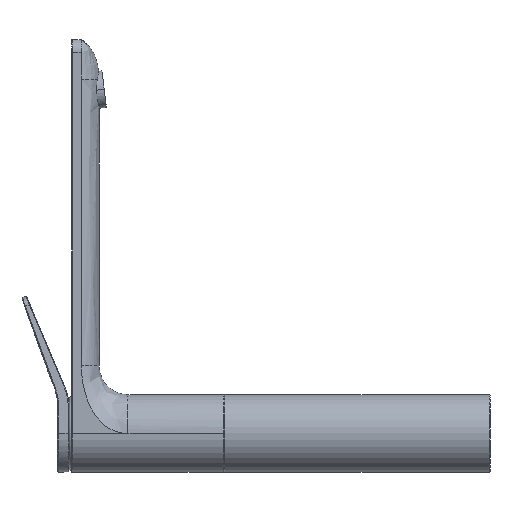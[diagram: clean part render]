
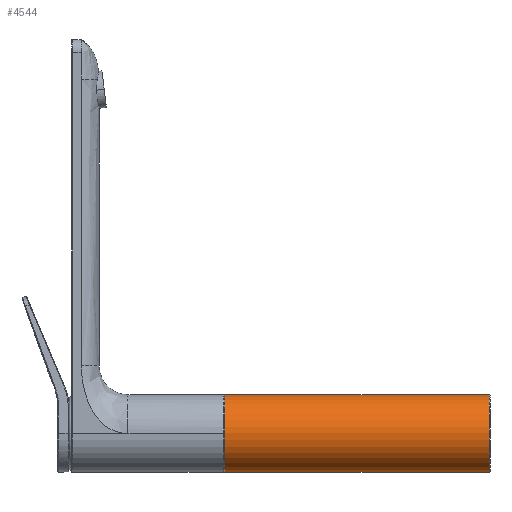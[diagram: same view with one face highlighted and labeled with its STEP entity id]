
A CAD part, left-side view. The second image highlights one B-rep face of the part: STEP entity #4544.
In plain terms, the highlighted cylindrical face has radius 24.25 mm (diameter 48.5 mm), a partial arc.
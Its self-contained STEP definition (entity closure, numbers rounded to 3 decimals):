
#6 = LINE ( 'NONE', #8552, #7133 ) ;
#230 = CARTESIAN_POINT ( 'NONE',  ( 165.5, 0., -24.25 ) ) ;
#521 = ORIENTED_EDGE ( 'NONE', *, *, #3707, .T. ) ;
#994 = CARTESIAN_POINT ( 'NONE',  ( 165.5, 0., 24.25 ) ) ;
#1421 = CARTESIAN_POINT ( 'NONE',  ( 0.5, 0., -24.25 ) ) ;
#1662 = DIRECTION ( 'NONE',  ( -1., 0., 0. ) ) ;
#1720 = CARTESIAN_POINT ( 'NONE',  ( 166., 0., 0. ) ) ;
#2080 = CARTESIAN_POINT ( 'NONE',  ( 165.5, 0., 0. ) ) ;
#2368 = CARTESIAN_POINT ( 'NONE',  ( 0.5, 0., 24.25 ) ) ;
#2429 = DIRECTION ( 'NONE',  ( 0., 0., 1. ) ) ;
#2503 = ORIENTED_EDGE ( 'NONE', *, *, #5334, .F. ) ;
#2639 = CIRCLE ( 'NONE', #3997, 24.25 ) ;
#2723 = ORIENTED_EDGE ( 'NONE', *, *, #8641, .T. ) ;
#2753 = LINE ( 'NONE', #8128, #6183 ) ;
#2784 = DIRECTION ( 'NONE',  ( 0., 0., -1. ) ) ;
#3072 = CARTESIAN_POINT ( 'NONE',  ( 0.5, 0., 0. ) ) ;
#3707 = EDGE_CURVE ( 'NONE', #3970, #6954, #6, .T. ) ;
#3765 = DIRECTION ( 'NONE',  ( 0., 0., -1. ) ) ;
#3847 = CYLINDRICAL_SURFACE ( 'NONE', #7029, 24.25 ) ;
#3970 = VERTEX_POINT ( 'NONE', #230 ) ;
#3997 = AXIS2_PLACEMENT_3D ( 'NONE', #3072, #7799, #3765 ) ;
#4535 = VERTEX_POINT ( 'NONE', #2368 ) ;
#4542 = DIRECTION ( 'NONE',  ( -1., 0., 0. ) ) ;
#4544 = ADVANCED_FACE ( 'NONE', ( #7450 ), #3847, .T. ) ;
#4607 = AXIS2_PLACEMENT_3D ( 'NONE', #2080, #6868, #2784 ) ;
#4860 = EDGE_CURVE ( 'NONE', #8005, #3970, #8579, .T. ) ;
#4972 = EDGE_LOOP ( 'NONE', ( #6867, #521, #2723, #2503 ) ) ;
#5334 = EDGE_CURVE ( 'NONE', #8005, #4535, #2753, .T. ) ;
#6183 = VECTOR ( 'NONE', #8792, 1000. ) ;
#6867 = ORIENTED_EDGE ( 'NONE', *, *, #4860, .T. ) ;
#6868 = DIRECTION ( 'NONE',  ( -1., 0., 0. ) ) ;
#6954 = VERTEX_POINT ( 'NONE', #1421 ) ;
#7029 = AXIS2_PLACEMENT_3D ( 'NONE', #1720, #1662, #2429 ) ;
#7133 = VECTOR ( 'NONE', #4542, 1000. ) ;
#7450 = FACE_OUTER_BOUND ( 'NONE', #4972, .T. ) ;
#7799 = DIRECTION ( 'NONE',  ( 1., 0., 0. ) ) ;
#8005 = VERTEX_POINT ( 'NONE', #994 ) ;
#8128 = CARTESIAN_POINT ( 'NONE',  ( 166., 0., 24.25 ) ) ;
#8552 = CARTESIAN_POINT ( 'NONE',  ( 166., 0., -24.25 ) ) ;
#8579 = CIRCLE ( 'NONE', #4607, 24.25 ) ;
#8641 = EDGE_CURVE ( 'NONE', #6954, #4535, #2639, .T. ) ;
#8792 = DIRECTION ( 'NONE',  ( -1., 0., 0. ) ) ;
